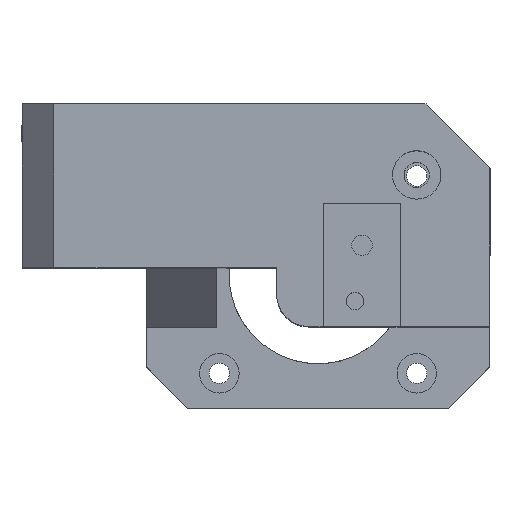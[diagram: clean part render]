
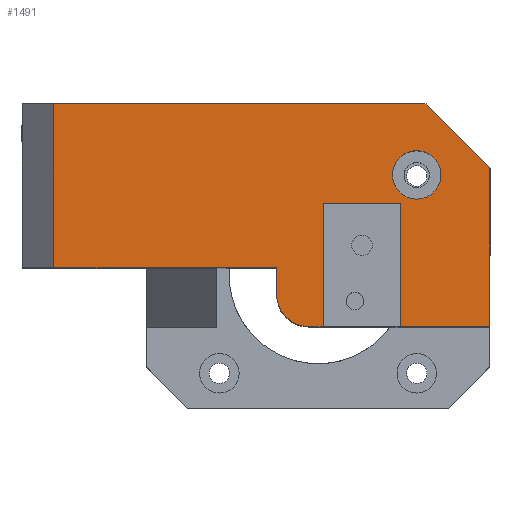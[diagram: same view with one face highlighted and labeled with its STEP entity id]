
A CAD part, top view. The second image highlights one B-rep face of the part: STEP entity #1491.
In plain terms, the highlighted planar face has unit normal (0, 0, 1).
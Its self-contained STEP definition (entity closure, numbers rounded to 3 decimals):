
#238 = VERTEX_POINT('',#239);
#239 = CARTESIAN_POINT('',(272.141,985.528,47.945)
  );
#245 = EDGE_CURVE('',#246,#238,#248,.T.);
#246 = VERTEX_POINT('',#247);
#247 = CARTESIAN_POINT('',(237.141,985.528,47.945));
#248 = LINE('',#249,#250);
#249 = CARTESIAN_POINT('',(279.921,985.528,47.945));
#250 = VECTOR('',#251,1.);
#251 = DIRECTION('',(1.,0.,0.));
#682 = VERTEX_POINT('',#683);
#683 = CARTESIAN_POINT('',(305.641,1001.228,47.945));
#691 = EDGE_CURVE('',#682,#692,#694,.T.);
#692 = VERTEX_POINT('',#693);
#693 = CARTESIAN_POINT('',(305.641,976.278,47.945));
#694 = LINE('',#695,#696);
#695 = CARTESIAN_POINT('',(305.641,991.676,47.945));
#696 = VECTOR('',#697,1.);
#697 = DIRECTION('',(0.,-1.,0.));
#1463 = EDGE_CURVE('',#1464,#1466,#1468,.T.);
#1464 = VERTEX_POINT('',#1465);
#1465 = CARTESIAN_POINT('',(272.141,981.278,
    47.945));
#1466 = VERTEX_POINT('',#1467);
#1467 = CARTESIAN_POINT('',(277.141,976.278,
    47.945));
#1468 = CIRCLE('',#1469,5.);
#1469 = AXIS2_PLACEMENT_3D('',#1470,#1471,#1472);
#1470 = CARTESIAN_POINT('',(277.141,981.278,
    47.945));
#1471 = DIRECTION('',(0.,0.,1.));
#1472 = DIRECTION('',(1.,0.,0.));
#1491 = ADVANCED_FACE('',(#1492,#1579),#1590,.T.);
#1492 = FACE_BOUND('',#1493,.T.);
#1493 = EDGE_LOOP('',(#1494,#1504,#1512,#1520,#1526,#1527,#1533,#1534,
    #1542,#1550,#1558,#1566,#1572,#1573));
#1494 = ORIENTED_EDGE('',*,*,#1495,.F.);
#1495 = EDGE_CURVE('',#1496,#1498,#1500,.T.);
#1496 = VERTEX_POINT('',#1497);
#1497 = CARTESIAN_POINT('',(295.59,1011.278,47.945));
#1498 = VERTEX_POINT('',#1499);
#1499 = CARTESIAN_POINT('',(295.883,1010.985,47.945));
#1500 = LINE('',#1501,#1502);
#1501 = CARTESIAN_POINT('',(288.849,1018.02,47.945));
#1502 = VECTOR('',#1503,1.);
#1503 = DIRECTION('',(0.707,-0.707,0.));
#1504 = ORIENTED_EDGE('',*,*,#1505,.T.);
#1505 = EDGE_CURVE('',#1496,#1506,#1508,.T.);
#1506 = VERTEX_POINT('',#1507);
#1507 = CARTESIAN_POINT('',(295.176,1011.278,47.945));
#1508 = LINE('',#1509,#1510);
#1509 = CARTESIAN_POINT('',(274.688,1011.278,47.945));
#1510 = VECTOR('',#1511,1.);
#1511 = DIRECTION('',(-1.,0.,0.));
#1512 = ORIENTED_EDGE('',*,*,#1513,.T.);
#1513 = EDGE_CURVE('',#1506,#1514,#1516,.T.);
#1514 = VERTEX_POINT('',#1515);
#1515 = CARTESIAN_POINT('',(237.141,1011.278,
    47.945));
#1516 = LINE('',#1517,#1518);
#1517 = CARTESIAN_POINT('',(233.741,1011.278,47.945));
#1518 = VECTOR('',#1519,1.);
#1519 = DIRECTION('',(-1.,0.,0.));
#1520 = ORIENTED_EDGE('',*,*,#1521,.F.);
#1521 = EDGE_CURVE('',#246,#1514,#1522,.T.);
#1522 = LINE('',#1523,#1524);
#1523 = CARTESIAN_POINT('',(237.141,985.528,47.945));
#1524 = VECTOR('',#1525,1.);
#1525 = DIRECTION('',(0.,1.,0.));
#1526 = ORIENTED_EDGE('',*,*,#245,.T.);
#1527 = ORIENTED_EDGE('',*,*,#1528,.F.);
#1528 = EDGE_CURVE('',#1464,#238,#1529,.T.);
#1529 = LINE('',#1530,#1531);
#1530 = CARTESIAN_POINT('',(272.141,976.278,
    47.945));
#1531 = VECTOR('',#1532,1.);
#1532 = DIRECTION('',(0.,1.,0.));
#1533 = ORIENTED_EDGE('',*,*,#1463,.T.);
#1534 = ORIENTED_EDGE('',*,*,#1535,.T.);
#1535 = EDGE_CURVE('',#1466,#1536,#1538,.T.);
#1536 = VERTEX_POINT('',#1537);
#1537 = CARTESIAN_POINT('',(279.441,976.278,47.945));
#1538 = LINE('',#1539,#1540);
#1539 = CARTESIAN_POINT('',(257.641,976.278,
    47.945));
#1540 = VECTOR('',#1541,1.);
#1541 = DIRECTION('',(1.,0.,0.));
#1542 = ORIENTED_EDGE('',*,*,#1543,.F.);
#1543 = EDGE_CURVE('',#1544,#1536,#1546,.T.);
#1544 = VERTEX_POINT('',#1545);
#1545 = CARTESIAN_POINT('',(279.441,995.528,
    47.945));
#1546 = LINE('',#1547,#1548);
#1547 = CARTESIAN_POINT('',(279.441,991.676,47.945));
#1548 = VECTOR('',#1549,1.);
#1549 = DIRECTION('',(0.,-1.,0.));
#1550 = ORIENTED_EDGE('',*,*,#1551,.F.);
#1551 = EDGE_CURVE('',#1552,#1544,#1554,.T.);
#1552 = VERTEX_POINT('',#1553);
#1553 = CARTESIAN_POINT('',(291.631,995.528,
    47.945));
#1554 = LINE('',#1555,#1556);
#1555 = CARTESIAN_POINT('',(279.656,995.528,
    47.945));
#1556 = VECTOR('',#1557,1.);
#1557 = DIRECTION('',(-1.,0.,0.));
#1558 = ORIENTED_EDGE('',*,*,#1559,.T.);
#1559 = EDGE_CURVE('',#1552,#1560,#1562,.T.);
#1560 = VERTEX_POINT('',#1561);
#1561 = CARTESIAN_POINT('',(291.631,976.278,47.945));
#1562 = LINE('',#1563,#1564);
#1563 = CARTESIAN_POINT('',(291.631,996.528,
    47.945));
#1564 = VECTOR('',#1565,1.);
#1565 = DIRECTION('',(0.,-1.,0.));
#1566 = ORIENTED_EDGE('',*,*,#1567,.F.);
#1567 = EDGE_CURVE('',#692,#1560,#1568,.T.);
#1568 = LINE('',#1569,#1570);
#1569 = CARTESIAN_POINT('',(291.856,976.278,47.945));
#1570 = VECTOR('',#1571,1.);
#1571 = DIRECTION('',(-1.,0.,0.));
#1572 = ORIENTED_EDGE('',*,*,#691,.F.);
#1573 = ORIENTED_EDGE('',*,*,#1574,.T.);
#1574 = EDGE_CURVE('',#682,#1498,#1575,.T.);
#1575 = LINE('',#1576,#1577);
#1576 = CARTESIAN_POINT('',(305.641,1001.228,47.945));
#1577 = VECTOR('',#1578,1.);
#1578 = DIRECTION('',(-0.707,0.707,0.));
#1579 = FACE_BOUND('',#1580,.T.);
#1580 = EDGE_LOOP('',(#1581));
#1581 = ORIENTED_EDGE('',*,*,#1582,.F.);
#1582 = EDGE_CURVE('',#1583,#1583,#1585,.T.);
#1583 = VERTEX_POINT('',#1584);
#1584 = CARTESIAN_POINT('',(297.941,1000.078,47.945));
#1585 = CIRCLE('',#1586,3.8);
#1586 = AXIS2_PLACEMENT_3D('',#1587,#1588,#1589);
#1587 = CARTESIAN_POINT('',(294.141,1000.078,47.945));
#1588 = DIRECTION('',(0.,0.,1.));
#1589 = DIRECTION('',(1.,0.,0.));
#1590 = PLANE('',#1591);
#1591 = AXIS2_PLACEMENT_3D('',#1592,#1593,#1594);
#1592 = CARTESIAN_POINT('',(274.131,994.488,47.945));
#1593 = DIRECTION('',(0.,0.,1.));
#1594 = DIRECTION('',(0.,1.,0.));
